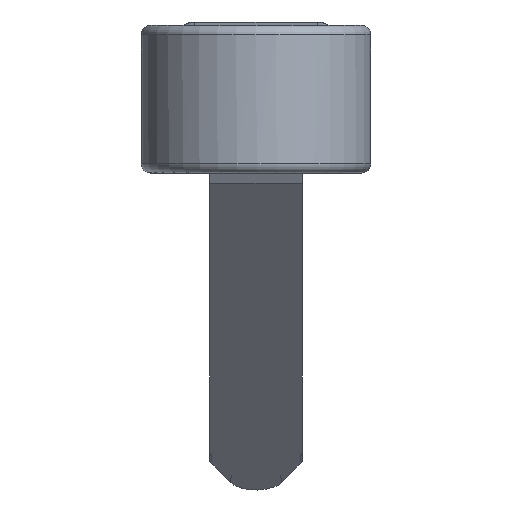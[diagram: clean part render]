
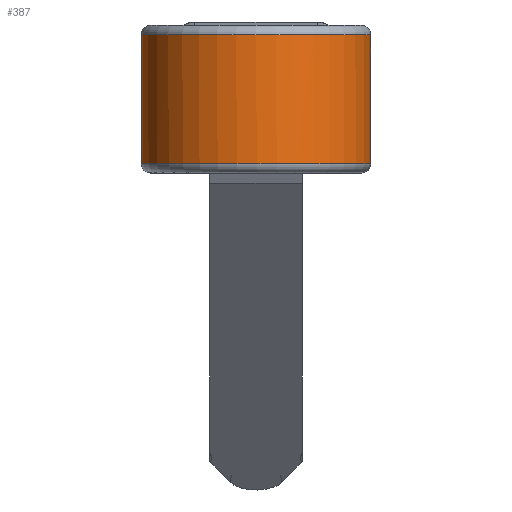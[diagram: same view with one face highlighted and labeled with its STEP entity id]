
A CAD part, front view. The second image highlights one B-rep face of the part: STEP entity #387.
In plain terms, the highlighted cylindrical face has radius 3.035 mm (diameter 6.071 mm), a full revolution.
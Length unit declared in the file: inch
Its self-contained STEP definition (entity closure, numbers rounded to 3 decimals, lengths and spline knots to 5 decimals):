
#177=CYLINDRICAL_SURFACE('',#2706,0.1195);
#220=ELLIPSE('',#2703,1.46222,0.1195);
#221=ELLIPSE('',#2704,1.46222,0.1195);
#259=B_SPLINE_CURVE_WITH_KNOTS('',3,(#4645,#4646,#4647,#4648,#4649,#4650,
#4651),.UNSPECIFIED.,.F.,.F.,(4,3,4),(0.,0.34863,1.),.UNSPECIFIED.);
#260=B_SPLINE_CURVE_WITH_KNOTS('',3,(#4652,#4653,#4654,#4655,#4656,#4657,
#4658,#4659,#4660,#4661),.UNSPECIFIED.,.F.,.F.,(4,3,3,4),(0.,0.22165,
0.88404,1.),.UNSPECIFIED.);
#261=B_SPLINE_CURVE_WITH_KNOTS('',3,(#4665,#4666,#4667,#4668,#4669,#4670,
#4671,#4672,#4673,#4674,#4675,#4676,#4677),.UNSPECIFIED.,.F.,.F.,(4,3,3,
3,4),(0.,0.03948,0.11462,0.56888,1.),.UNSPECIFIED.);
#262=B_SPLINE_CURVE_WITH_KNOTS('',3,(#4681,#4682,#4683,#4684,#4685,#4686,
#4687,#4688,#4689,#4690,#4691,#4692,#4693),.UNSPECIFIED.,.F.,.F.,(4,3,3,
3,4),(0.,0.184,0.75776,0.94398,1.),.UNSPECIFIED.);
#387=ADVANCED_FACE('',(#702,#703),#177,.T.);
#676=CIRCLE('',#2685,0.1195);
#682=CIRCLE('',#2702,0.1195);
#683=CIRCLE('',#2705,0.1195);
#702=FACE_BOUND('',#830,.T.);
#703=FACE_BOUND('',#831,.T.);
#830=EDGE_LOOP('',(#1455));
#831=EDGE_LOOP('',(#1456,#1457,#1458,#1459,#1460,#1461,#1462,#1463));
#1455=ORIENTED_EDGE('',*,*,#2094,.T.);
#1456=ORIENTED_EDGE('',*,*,#2095,.T.);
#1457=ORIENTED_EDGE('',*,*,#2096,.T.);
#1458=ORIENTED_EDGE('',*,*,#2072,.F.);
#1459=ORIENTED_EDGE('',*,*,#2097,.T.);
#1460=ORIENTED_EDGE('',*,*,#2098,.T.);
#1461=ORIENTED_EDGE('',*,*,#2099,.T.);
#1462=ORIENTED_EDGE('',*,*,#2100,.T.);
#1463=ORIENTED_EDGE('',*,*,#2101,.T.);
#1752=VERTEX_POINT('',#4520);
#1753=VERTEX_POINT('',#4522);
#1767=VERTEX_POINT('',#4641);
#1768=VERTEX_POINT('',#4643);
#1769=VERTEX_POINT('',#4644);
#1770=VERTEX_POINT('',#4662);
#1771=VERTEX_POINT('',#4664);
#1772=VERTEX_POINT('',#4678);
#1773=VERTEX_POINT('',#4680);
#2072=EDGE_CURVE('',#1752,#1753,#676,.T.);
#2094=EDGE_CURVE('',#1767,#1767,#682,.T.);
#2095=EDGE_CURVE('',#1768,#1769,#220,.T.);
#2096=EDGE_CURVE('',#1769,#1753,#259,.T.);
#2097=EDGE_CURVE('',#1752,#1770,#260,.T.);
#2098=EDGE_CURVE('',#1770,#1771,#221,.T.);
#2099=EDGE_CURVE('',#1771,#1772,#261,.T.);
#2100=EDGE_CURVE('',#1772,#1773,#683,.T.);
#2101=EDGE_CURVE('',#1773,#1768,#262,.T.);
#2685=AXIS2_PLACEMENT_3D('',#4521,#3290,#3291);
#2702=AXIS2_PLACEMENT_3D('',#4640,#3332,#3333);
#2703=AXIS2_PLACEMENT_3D('',#4642,#3334,#3335);
#2704=AXIS2_PLACEMENT_3D('',#4663,#3336,#3337);
#2705=AXIS2_PLACEMENT_3D('',#4679,#3338,#3339);
#2706=AXIS2_PLACEMENT_3D('',#4694,#3340,#3341);
#3290=DIRECTION('',(0.,0.,-1.));
#3291=DIRECTION('',(-1.,0.,0.));
#3332=DIRECTION('',(0.,0.,-1.));
#3333=DIRECTION('',(1.,0.,0.));
#3334=DIRECTION('',(-0.993,0.081,0.082));
#3335=DIRECTION('',(0.081,-0.007,0.997));
#3336=DIRECTION('',(0.993,0.081,0.082));
#3337=DIRECTION('',(-0.081,-0.007,0.997));
#3338=DIRECTION('',(0.,0.,1.));
#3339=DIRECTION('',(1.,0.,0.));
#3340=DIRECTION('',(0.,0.,1.));
#3341=DIRECTION('',(1.,0.,0.));
#4520=CARTESIAN_POINT('',(0.11799,-0.23604,0.));
#4521=CARTESIAN_POINT('',(0.,-0.255,0.));
#4522=CARTESIAN_POINT('',(-0.11799,-0.23604,0.));
#4640=CARTESIAN_POINT('',(0.,-0.255,0.1338));
#4641=CARTESIAN_POINT('',(0.1195,-0.255,0.1338));
#4642=CARTESIAN_POINT('',(0.,-0.255,1.45321));
#4643=CARTESIAN_POINT('',(-0.11641,-0.22801,0.01157));
#4644=CARTESIAN_POINT('',(-0.11794,-0.23575,0.00073));
#4645=CARTESIAN_POINT('',(-0.11795,-0.23585,0.00078));
#4646=CARTESIAN_POINT('',(-0.11796,-0.23589,0.00069));
#4647=CARTESIAN_POINT('',(-0.11797,-0.23592,0.00061));
#4648=CARTESIAN_POINT('',(-0.11797,-0.23596,0.00052));
#4649=CARTESIAN_POINT('',(-0.11798,-0.23601,0.00035));
#4650=CARTESIAN_POINT('',(-0.11799,-0.23604,0.00017));
#4651=CARTESIAN_POINT('',(-0.11799,-0.23604,0.));
#4652=CARTESIAN_POINT('',(0.11799,-0.23604,0.));
#4653=CARTESIAN_POINT('',(0.11799,-0.23604,0.00006));
#4654=CARTESIAN_POINT('',(0.11799,-0.23604,0.00012));
#4655=CARTESIAN_POINT('',(0.11798,-0.23603,0.00018));
#4656=CARTESIAN_POINT('',(0.11798,-0.23601,0.00036));
#4657=CARTESIAN_POINT('',(0.11797,-0.23596,0.00053));
#4658=CARTESIAN_POINT('',(0.11796,-0.23589,0.00069));
#4659=CARTESIAN_POINT('',(0.11796,-0.23587,0.00072));
#4660=CARTESIAN_POINT('',(0.11796,-0.23586,0.00075));
#4661=CARTESIAN_POINT('',(0.11795,-0.23585,0.00078));
#4662=CARTESIAN_POINT('',(0.11794,-0.23575,0.00073));
#4663=CARTESIAN_POINT('',(0.,-0.255,1.45321));
#4664=CARTESIAN_POINT('',(0.11641,-0.22801,0.01157));
#4665=CARTESIAN_POINT('',(0.11641,-0.22801,0.01157));
#4666=CARTESIAN_POINT('',(0.11633,-0.22768,0.01218));
#4667=CARTESIAN_POINT('',(0.11622,-0.22721,0.01271));
#4668=CARTESIAN_POINT('',(0.1161,-0.22671,0.01319));
#4669=CARTESIAN_POINT('',(0.11587,-0.22577,0.0141));
#4670=CARTESIAN_POINT('',(0.1156,-0.22468,0.01485));
#4671=CARTESIAN_POINT('',(0.1153,-0.22358,0.01554));
#4672=CARTESIAN_POINT('',(0.11351,-0.21702,0.01967));
#4673=CARTESIAN_POINT('',(0.11087,-0.20977,0.02233));
#4674=CARTESIAN_POINT('',(0.10754,-0.20288,0.0245));
#4675=CARTESIAN_POINT('',(0.10437,-0.19636,0.02656));
#4676=CARTESIAN_POINT('',(0.10045,-0.18984,0.028));
#4677=CARTESIAN_POINT('',(0.09596,-0.18379,0.028));
#4678=CARTESIAN_POINT('',(0.09596,-0.18379,0.028));
#4679=CARTESIAN_POINT('',(0.,-0.255,0.028));
#4680=CARTESIAN_POINT('',(-0.09596,-0.18379,0.028));
#4681=CARTESIAN_POINT('',(-0.09596,-0.18379,0.028));
#4682=CARTESIAN_POINT('',(-0.0979,-0.1864,0.028));
#4683=CARTESIAN_POINT('',(-0.09974,-0.1891,0.02772));
#4684=CARTESIAN_POINT('',(-0.10144,-0.19183,0.02725));
#4685=CARTESIAN_POINT('',(-0.10667,-0.20022,0.02582));
#4686=CARTESIAN_POINT('',(-0.11075,-0.20921,0.02277));
#4687=CARTESIAN_POINT('',(-0.11358,-0.21785,0.01863));
#4688=CARTESIAN_POINT('',(-0.11451,-0.22069,0.01727));
#4689=CARTESIAN_POINT('',(-0.11533,-0.2236,0.01583));
#4690=CARTESIAN_POINT('',(-0.11594,-0.22607,0.01376));
#4691=CARTESIAN_POINT('',(-0.11613,-0.22681,0.01314));
#4692=CARTESIAN_POINT('',(-0.1163,-0.22754,0.01243));
#4693=CARTESIAN_POINT('',(-0.11641,-0.22801,0.01157));
#4694=CARTESIAN_POINT('',(0.,-0.255,0.));
